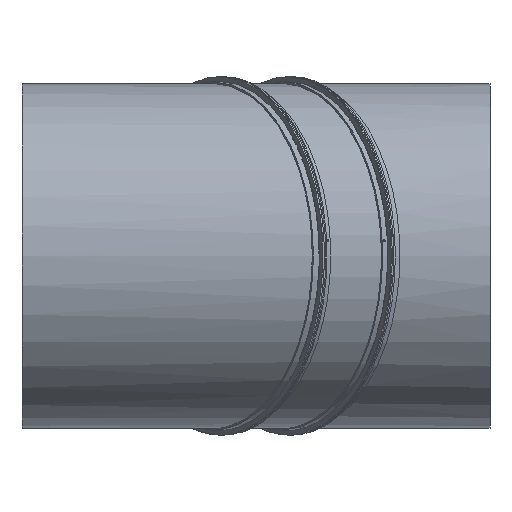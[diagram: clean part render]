
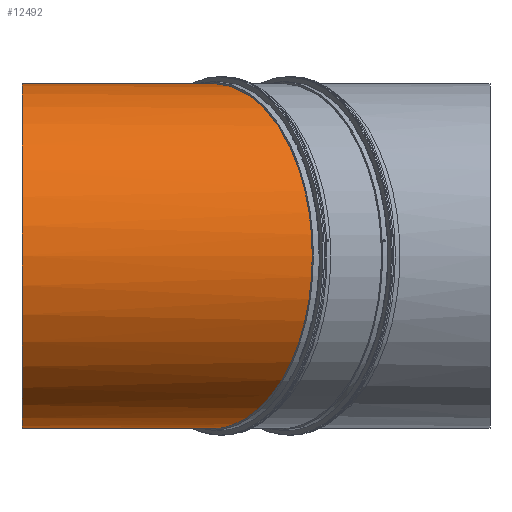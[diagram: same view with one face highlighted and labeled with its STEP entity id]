
A CAD part, top view. The second image highlights one B-rep face of the part: STEP entity #12492.
In plain terms, the highlighted cylindrical face has radius 438.15 mm (diameter 876.3 mm), a partial arc.
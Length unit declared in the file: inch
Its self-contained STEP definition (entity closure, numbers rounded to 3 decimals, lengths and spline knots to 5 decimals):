
#12324=CARTESIAN_POINT('',(-24.,0.,0.));
#12325=DIRECTION('',(1.,0.,0.));
#12326=DIRECTION('',(0.,0.,-1.));
#12327=AXIS2_PLACEMENT_3D('',#12324,#12325,#12326);
#12344=CARTESIAN_POINT('',(-4.90826,0.,-17.25));
#12345=CARTESIAN_POINT('',(-4.32141,1.01647,-17.25));
#12346=CARTESIAN_POINT('',(-3.10376,3.12549,
-17.06943));
#12347=CARTESIAN_POINT('',(-1.23098,6.36925,
-16.15409));
#12348=CARTESIAN_POINT('',(0.57385,9.49531,
-14.54731));
#12349=CARTESIAN_POINT('',(2.18491,12.28574,
-12.2857));
#12350=CARTESIAN_POINT('',(3.49062,14.5473,
-9.49545));
#12351=CARTESIAN_POINT('',(4.41832,16.15412,
-6.36871));
#12352=CARTESIAN_POINT('',(4.85865,16.9168,
-3.6677));
#12353=CARTESIAN_POINT('',(5.02504,17.205,
-1.54098));
#12354=CARTESIAN_POINT('',(5.06402,17.2725,0.));
#12355=CARTESIAN_POINT('',(5.02504,17.205,1.54098));
#12356=CARTESIAN_POINT('',(4.85865,16.9168,3.6677));
#12357=CARTESIAN_POINT('',(4.41832,16.15412,6.36871));
#12358=CARTESIAN_POINT('',(3.49062,14.5473,9.49545));
#12359=CARTESIAN_POINT('',(2.18491,12.28574,12.2857));
#12360=CARTESIAN_POINT('',(0.57385,9.49531,
14.54731));
#12361=CARTESIAN_POINT('',(-1.23098,6.36925,
16.15409));
#12362=CARTESIAN_POINT('',(-3.10376,3.12549,
17.06943));
#12363=CARTESIAN_POINT('',(-4.32141,1.01647,17.25));
#12364=CARTESIAN_POINT('',(-4.90826,0.,17.25));
#12366=DIRECTION('',(1.,0.,0.));
#12367=VECTOR('',#12366,19.09174);
#12368=CARTESIAN_POINT('',(-24.,0.,-17.25));
#12369=LINE('',#12368,#12367);
#12392=DIRECTION('',(1.,0.,0.));
#12393=VECTOR('',#12392,19.09174);
#12394=CARTESIAN_POINT('',(-24.,0.,17.25));
#12395=LINE('',#12394,#12393);
#12448=CARTESIAN_POINT('',(-24.,0.,-17.25));
#12449=CARTESIAN_POINT('',(-24.,0.,17.25));
#12450=VERTEX_POINT('',#12448);
#12451=VERTEX_POINT('',#12449);
#12456=VERTEX_POINT('',#12344);
#12457=VERTEX_POINT('',#12364);
#12478=CARTESIAN_POINT('',(-24.,0.,0.));
#12479=DIRECTION('',(1.,0.,0.));
#12480=DIRECTION('',(0.,0.,-1.));
#12481=AXIS2_PLACEMENT_3D('',#12478,#12479,#12480);
#12482=CYLINDRICAL_SURFACE('',#12481,17.25);
#12484=ORIENTED_EDGE('',*,*,#12483,.T.);
#12486=ORIENTED_EDGE('',*,*,#12485,.F.);
#12487=ORIENTED_EDGE('',*,*,#12465,.F.);
#12489=ORIENTED_EDGE('',*,*,#12488,.T.);
#12490=EDGE_LOOP('',(#12484,#12486,#12487,#12489));
#12491=FACE_OUTER_BOUND('',#12490,.F.);
#12492=ADVANCED_FACE('',(#12491),#12482,.T.);
#12328=CIRCLE('',#12327,17.25);
#12365=B_SPLINE_CURVE_WITH_KNOTS('',3,(#12344,#12345,#12346,#12347,#12348,
#12349,#12350,#12351,#12352,#12353,#12354,#12355,#12356,#12357,#12358,#12359,
#12360,#12361,#12362,#12363,#12364),.UNSPECIFIED.,.F.,.F.,(4,1,1,1,1,1,1,1,1,1,
1,1,1,1,1,1,1,1,4),(0.,0.0625,0.125,0.1875,0.25,0.3125,0.375,
0.4375,0.46875,0.5,0.53125,0.5625,0.625,0.6875,0.75,0.8125,
0.875,0.9375,1.),.UNSPECIFIED.);
#12465=EDGE_CURVE('',#12450,#12451,#12328,.T.);
#12483=EDGE_CURVE('',#12456,#12457,#12365,.T.);
#12485=EDGE_CURVE('',#12451,#12457,#12395,.T.);
#12488=EDGE_CURVE('',#12450,#12456,#12369,.T.);
